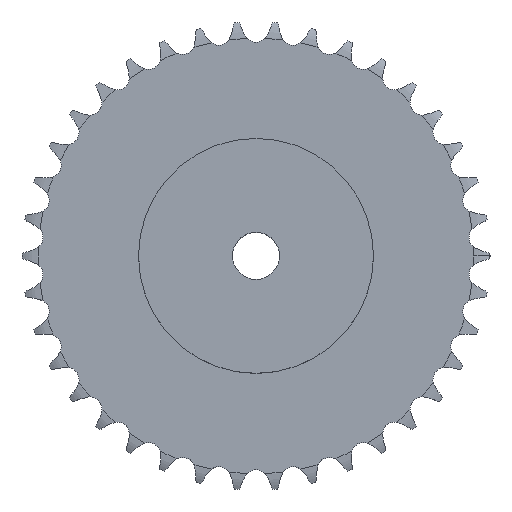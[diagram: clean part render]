
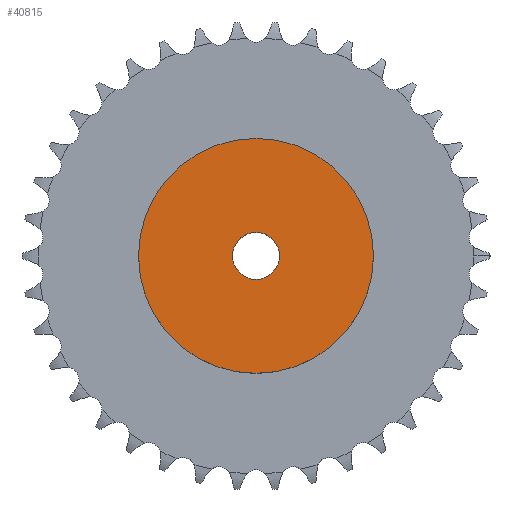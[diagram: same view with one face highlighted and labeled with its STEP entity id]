
A CAD part, top view. The second image highlights one B-rep face of the part: STEP entity #40815.
In plain terms, the highlighted planar face has unit normal (0, 0, 1).
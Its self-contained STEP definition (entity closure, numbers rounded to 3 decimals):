
#4692 = CYLINDRICAL_SURFACE('',#4693,50.);
#4693 = AXIS2_PLACEMENT_3D('',#4694,#4695,#4696);
#4694 = CARTESIAN_POINT('',(0.,0.,0.));
#4695 = DIRECTION('',(-0.,-0.,-1.));
#4696 = DIRECTION('',(1.,0.,0.));
#25486 = VERTEX_POINT('',#25487);
#25487 = CARTESIAN_POINT('',(50.,0.,35.));
#25508 = EDGE_CURVE('',#25486,#25486,#25509,.T.);
#25509 = SURFACE_CURVE('',#25510,(#25515,#25522),.PCURVE_S1.);
#25510 = CIRCLE('',#25511,50.);
#25511 = AXIS2_PLACEMENT_3D('',#25512,#25513,#25514);
#25512 = CARTESIAN_POINT('',(0.,0.,35.));
#25513 = DIRECTION('',(0.,0.,1.));
#25514 = DIRECTION('',(1.,0.,0.));
#25515 = PCURVE('',#4692,#25516);
#25516 = DEFINITIONAL_REPRESENTATION('',(#25517),#25521);
#25517 = LINE('',#25518,#25519);
#25518 = CARTESIAN_POINT('',(-0.,-35.));
#25519 = VECTOR('',#25520,1.);
#25520 = DIRECTION('',(-1.,0.));
#25521 = ( GEOMETRIC_REPRESENTATION_CONTEXT(2) 
PARAMETRIC_REPRESENTATION_CONTEXT() REPRESENTATION_CONTEXT('2D SPACE',''
  ) );
#25522 = PCURVE('',#25523,#25528);
#25523 = PLANE('',#25524);
#25524 = AXIS2_PLACEMENT_3D('',#25525,#25526,#25527);
#25525 = CARTESIAN_POINT('',(0.,0.,35.)
  );
#25526 = DIRECTION('',(0.,0.,1.));
#25527 = DIRECTION('',(1.,0.,0.));
#25528 = DEFINITIONAL_REPRESENTATION('',(#25529),#25533);
#25529 = CIRCLE('',#25530,50.);
#25530 = AXIS2_PLACEMENT_2D('',#25531,#25532);
#25531 = CARTESIAN_POINT('',(0.,0.));
#25532 = DIRECTION('',(1.,0.));
#25533 = ( GEOMETRIC_REPRESENTATION_CONTEXT(2) 
PARAMETRIC_REPRESENTATION_CONTEXT() REPRESENTATION_CONTEXT('2D SPACE',''
  ) );
#34524 = CYLINDRICAL_SURFACE('',#34525,10.);
#34525 = AXIS2_PLACEMENT_3D('',#34526,#34527,#34528);
#34526 = CARTESIAN_POINT('',(0.,0.,299.253));
#34527 = DIRECTION('',(0.,0.,1.));
#34528 = DIRECTION('',(1.,0.,0.));
#40815 = ADVANCED_FACE('',(#40816,#40819),#25523,.T.);
#40816 = FACE_BOUND('',#40817,.T.);
#40817 = EDGE_LOOP('',(#40818));
#40818 = ORIENTED_EDGE('',*,*,#25508,.T.);
#40819 = FACE_BOUND('',#40820,.T.);
#40820 = EDGE_LOOP('',(#40821));
#40821 = ORIENTED_EDGE('',*,*,#40822,.F.);
#40822 = EDGE_CURVE('',#40823,#40823,#40825,.T.);
#40823 = VERTEX_POINT('',#40824);
#40824 = CARTESIAN_POINT('',(10.,0.,35.));
#40825 = SURFACE_CURVE('',#40826,(#40831,#40838),.PCURVE_S1.);
#40826 = CIRCLE('',#40827,10.);
#40827 = AXIS2_PLACEMENT_3D('',#40828,#40829,#40830);
#40828 = CARTESIAN_POINT('',(0.,0.,35.));
#40829 = DIRECTION('',(0.,0.,1.));
#40830 = DIRECTION('',(1.,0.,0.));
#40831 = PCURVE('',#25523,#40832);
#40832 = DEFINITIONAL_REPRESENTATION('',(#40833),#40837);
#40833 = CIRCLE('',#40834,10.);
#40834 = AXIS2_PLACEMENT_2D('',#40835,#40836);
#40835 = CARTESIAN_POINT('',(0.,0.));
#40836 = DIRECTION('',(1.,0.));
#40837 = ( GEOMETRIC_REPRESENTATION_CONTEXT(2) 
PARAMETRIC_REPRESENTATION_CONTEXT() REPRESENTATION_CONTEXT('2D SPACE',''
  ) );
#40838 = PCURVE('',#34524,#40839);
#40839 = DEFINITIONAL_REPRESENTATION('',(#40840),#40844);
#40840 = LINE('',#40841,#40842);
#40841 = CARTESIAN_POINT('',(0.,-264.253));
#40842 = VECTOR('',#40843,1.);
#40843 = DIRECTION('',(1.,0.));
#40844 = ( GEOMETRIC_REPRESENTATION_CONTEXT(2) 
PARAMETRIC_REPRESENTATION_CONTEXT() REPRESENTATION_CONTEXT('2D SPACE',''
  ) );
